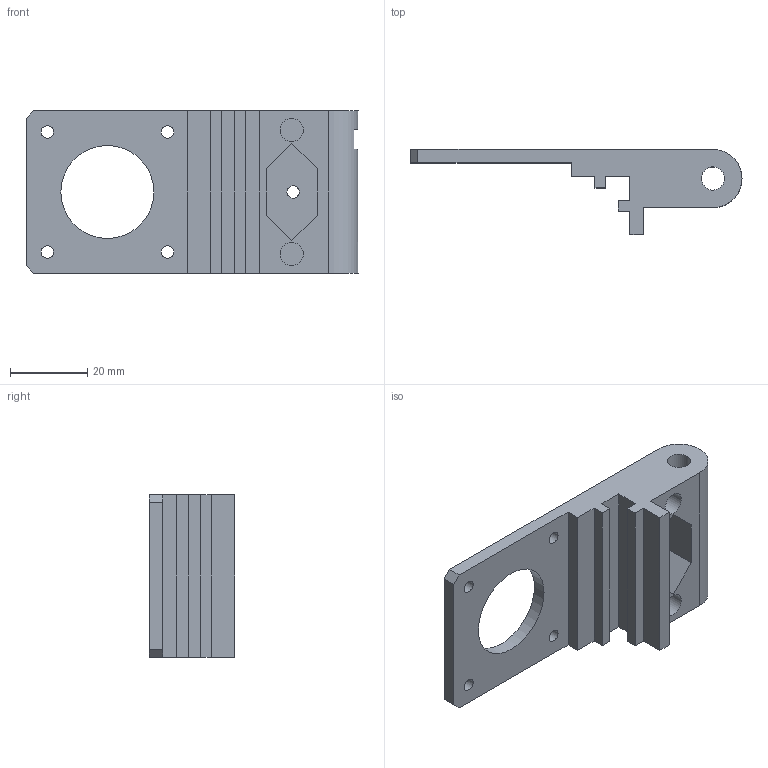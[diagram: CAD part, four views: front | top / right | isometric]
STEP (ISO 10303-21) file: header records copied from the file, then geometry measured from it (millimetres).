
FILE_DESCRIPTION(('FreeCAD Model'),'2;1');
FILE_NAME('x-motor-holder-bowden-x1.step', '2019-07-05T20:46:08',('Author'),(''), 'Open CASCADE STEP processor 6.8','FreeCAD','Unknown');
FILE_SCHEMA(('AUTOMOTIVE_DESIGN_CC2 { 1 2 10303 214 -1 1 5 4 }'));
Length unit declared in the file: millimetre
Products named in the file (2): ASSEMBLY; x-motot-idler-bowden
Assembly tree (1 placements, depth 2):
  ASSEMBLY
    x-motot-idler-bowden
Bounding box: 85.7 x 22 x 42 mm (x, y, z)
Volume: 22391.1 mm3; surface area: 12251.7 mm2
Topology: 1 solids, 1 shells, 48 faces, 128 edges, 86 vertices
Faces by surface type: plane 37, cylinder 11
Full cylindrical faces by diameter (mm): 3.2 x5, 6 x4, 24 x1
Entity records: 3354 total; most frequent: CARTESIAN_POINT 707, DIRECTION 481, LINE 307, VECTOR 307, ORIENTED_EDGE 256, PCURVE 256, DEFINITIONAL_REPRESENTATION 256, EDGE_CURVE 128
